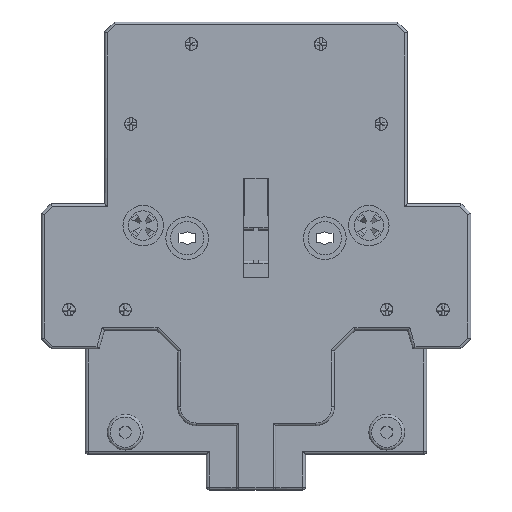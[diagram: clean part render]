
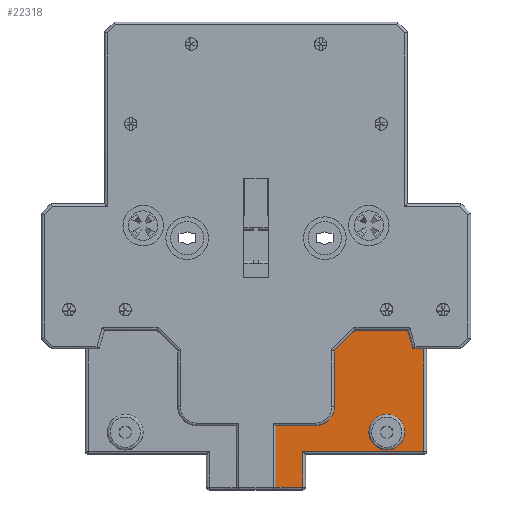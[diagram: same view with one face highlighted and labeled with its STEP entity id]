
A CAD part, front view. The second image highlights one B-rep face of the part: STEP entity #22318.
In plain terms, the highlighted planar face has unit normal (0, -1, 0).
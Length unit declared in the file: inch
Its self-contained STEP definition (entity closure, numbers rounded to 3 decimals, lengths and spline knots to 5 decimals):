
#21916=CARTESIAN_POINT('',(0.80709,-0.10827,-1.25984));
#21917=VERTEX_POINT('',#21916);
#21918=CARTESIAN_POINT('',(0.93504,-0.10827,-1.25984));
#21919=DIRECTION('',(0.0,1.0,0.0));
#21920=DIRECTION('',(1.0,0.0,0.0));
#21921=AXIS2_PLACEMENT_3D('',#21918,#21919,#21920);
#21922=CIRCLE('',#21921,0.12795);
#21923=EDGE_CURVE('',#21917,#21917,#21922,.T.);
#21938=CARTESIAN_POINT('',(1.20079,-0.10827,-0.66437));
#21939=VERTEX_POINT('',#21938);
#21947=CARTESIAN_POINT('',(1.20079,-0.10827,-1.39764));
#21948=VERTEX_POINT('',#21947);
#21949=CARTESIAN_POINT('',(1.20079,-0.10827,-0.66437));
#21950=DIRECTION('',(0.0,0.0,-1.0));
#21951=VECTOR('',#21950,0.73327);
#21952=LINE('',#21949,#21951);
#21953=EDGE_CURVE('',#21939,#21948,#21952,.T.);
#21987=CARTESIAN_POINT('',(0.33465,-0.10827,-1.39764));
#21988=VERTEX_POINT('',#21987);
#21989=CARTESIAN_POINT('',(1.20079,-0.10827,-1.39764));
#21990=DIRECTION('',(-1.0,0.0,0.0));
#21991=VECTOR('',#21990,0.86614);
#21992=LINE('',#21989,#21991);
#21993=EDGE_CURVE('',#21948,#21988,#21992,.T.);
#22018=CARTESIAN_POINT('',(0.33465,-0.10827,-1.65354));
#22019=VERTEX_POINT('',#22018);
#22036=CARTESIAN_POINT('',(0.33465,-0.10827,-1.39764));
#22037=DIRECTION('',(0.0,0.0,-1.0));
#22038=VECTOR('',#22037,0.25591);
#22039=LINE('',#22036,#22038);
#22040=EDGE_CURVE('',#21988,#22019,#22039,.T.);
#22050=CARTESIAN_POINT('',(0.14173,-0.10827,-1.65354));
#22051=VERTEX_POINT('',#22050);
#22101=CARTESIAN_POINT('',(0.33465,-0.10827,-1.65354));
#22102=DIRECTION('',(-1.0,0.0,0.0));
#22103=VECTOR('',#22102,0.19291);
#22104=LINE('',#22101,#22103);
#22105=EDGE_CURVE('',#22019,#22051,#22104,.T.);
#22230=CARTESIAN_POINT('',(0.14173,-0.10827,-1.21457));
#22231=VERTEX_POINT('',#22230);
#22232=CARTESIAN_POINT('',(0.14173,-0.10827,-1.21457));
#22233=DIRECTION('',(0.0,0.0,-1.0));
#22234=VECTOR('',#22233,0.43898);
#22235=LINE('',#22232,#22234);
#22236=EDGE_CURVE('',#22231,#22051,#22235,.T.);
#22248=CARTESIAN_POINT('',(0.64104,-0.10827,-1.15491));
#22249=DIRECTION('',(0.0,1.0,0.0));
#22250=DIRECTION('',(-1.0,0.0,0.0));
#22251=AXIS2_PLACEMENT_3D('',#22248,#22249,#22250);
#22252=PLANE('',#22251);
#22253=ORIENTED_EDGE('',*,*,#21953,.F.);
#22254=CARTESIAN_POINT('',(1.12205,-0.10827,-0.66437));
#22255=VERTEX_POINT('',#22254);
#22256=CARTESIAN_POINT('',(1.12205,-0.10827,-0.66437));
#22257=DIRECTION('',(1.0,0.0,0.0));
#22258=VECTOR('',#22257,0.07874);
#22259=LINE('',#22256,#22258);
#22260=EDGE_CURVE('',#22255,#21939,#22259,.T.);
#22261=ORIENTED_EDGE('',*,*,#22260,.F.);
#22262=CARTESIAN_POINT('',(1.08465,-0.10827,-0.5315));
#22263=VERTEX_POINT('',#22262);
#22264=CARTESIAN_POINT('',(1.08465,-0.10827,-0.5315));
#22265=DIRECTION('',(0.271,0.,-0.963));
#22266=VECTOR('',#22265,0.13804);
#22267=LINE('',#22264,#22266);
#22268=EDGE_CURVE('',#22263,#22255,#22267,.T.);
#22269=ORIENTED_EDGE('',*,*,#22268,.F.);
#22270=CARTESIAN_POINT('',(0.70866,-0.10827,-0.5315));
#22271=VERTEX_POINT('',#22270);
#22272=CARTESIAN_POINT('',(0.70866,-0.10827,-0.5315));
#22273=DIRECTION('',(1.0,0.0,0.0));
#22274=VECTOR('',#22273,0.37598);
#22275=LINE('',#22272,#22274);
#22276=EDGE_CURVE('',#22271,#22263,#22275,.T.);
#22277=ORIENTED_EDGE('',*,*,#22276,.F.);
#22278=CARTESIAN_POINT('',(0.56102,-0.10827,-0.67913));
#22279=VERTEX_POINT('',#22278);
#22280=CARTESIAN_POINT('',(0.56102,-0.10827,-0.67913));
#22281=DIRECTION('',(0.707,0.,0.707));
#22282=VECTOR('',#22281,0.20879);
#22283=LINE('',#22280,#22282);
#22284=EDGE_CURVE('',#22279,#22271,#22283,.T.);
#22285=ORIENTED_EDGE('',*,*,#22284,.F.);
#22286=CARTESIAN_POINT('',(0.56102,-0.10827,-1.07677));
#22287=VERTEX_POINT('',#22286);
#22288=CARTESIAN_POINT('',(0.56102,-0.10827,-1.07677));
#22289=DIRECTION('',(0.0,0.0,1.0));
#22290=VECTOR('',#22289,0.39764);
#22291=LINE('',#22288,#22290);
#22292=EDGE_CURVE('',#22287,#22279,#22291,.T.);
#22293=ORIENTED_EDGE('',*,*,#22292,.F.);
#22294=CARTESIAN_POINT('',(0.42323,-0.10827,-1.21457));
#22295=VERTEX_POINT('',#22294);
#22296=CARTESIAN_POINT('',(0.42323,-0.10827,-1.07677));
#22297=DIRECTION('',(0.0,-1.0,0.0));
#22298=DIRECTION('',(-1.0,0.0,0.0));
#22299=AXIS2_PLACEMENT_3D('',#22296,#22297,#22298);
#22300=CIRCLE('',#22299,0.1378);
#22301=EDGE_CURVE('',#22295,#22287,#22300,.T.);
#22302=ORIENTED_EDGE('',*,*,#22301,.F.);
#22303=CARTESIAN_POINT('',(0.14173,-0.10827,-1.21457));
#22304=DIRECTION('',(1.0,0.0,0.0));
#22305=VECTOR('',#22304,0.2815);
#22306=LINE('',#22303,#22305);
#22307=EDGE_CURVE('',#22231,#22295,#22306,.T.);
#22308=ORIENTED_EDGE('',*,*,#22307,.F.);
#22309=ORIENTED_EDGE('',*,*,#22236,.T.);
#22310=ORIENTED_EDGE('',*,*,#22105,.F.);
#22311=ORIENTED_EDGE('',*,*,#22040,.F.);
#22312=ORIENTED_EDGE('',*,*,#21993,.F.);
#22313=EDGE_LOOP('',(#22253,#22261,#22269,#22277,#22285,#22293,#22302,#22308,#22309,#22310,#22311,#22312));
#22314=FACE_OUTER_BOUND('',#22313,.T.);
#22315=ORIENTED_EDGE('',*,*,#21923,.T.);
#22316=EDGE_LOOP('',(#22315));
#22317=FACE_BOUND('',#22316,.T.);
#22318=ADVANCED_FACE('',(#22314,#22317),#22252,.F.);
